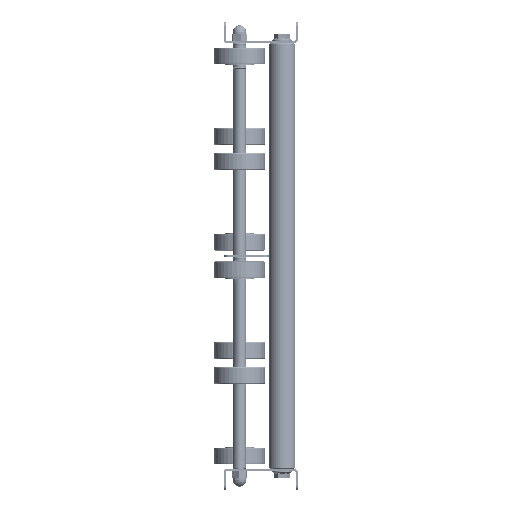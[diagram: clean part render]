
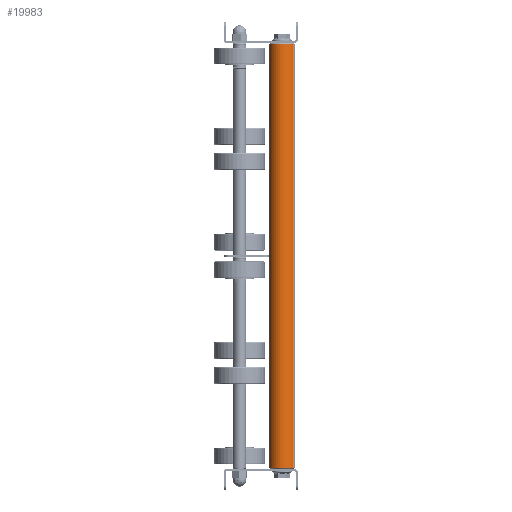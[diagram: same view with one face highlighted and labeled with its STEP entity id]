
A CAD part, left-side view. The second image highlights one B-rep face of the part: STEP entity #19983.
In plain terms, the highlighted cylindrical face has radius 12.5 mm (diameter 25 mm), a partial arc.
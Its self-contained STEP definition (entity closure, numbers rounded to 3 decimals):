
#358 = VERTEX_POINT ( 'NONE', #5648 ) ;
#1369 = VERTEX_POINT ( 'NONE', #4396 ) ;
#1411 = DIRECTION ( 'NONE',  ( -1., 0., 0. ) ) ;
#1422 = VECTOR ( 'NONE', #1411, 1000. ) ;
#1433 = VERTEX_POINT ( 'NONE', #13168 ) ;
#4396 = CARTESIAN_POINT ( 'NONE',  ( 399., 0., 12.5 ) ) ;
#4782 = VERTEX_POINT ( 'NONE', #11977 ) ;
#5303 = DIRECTION ( 'NONE',  ( -1., 0., 0. ) ) ;
#5648 = CARTESIAN_POINT ( 'NONE',  ( 1., 0., -12.5 ) ) ;
#7249 = ORIENTED_EDGE ( 'NONE', *, *, #15344, .F. ) ;
#8118 = DIRECTION ( 'NONE',  ( -1., 0., 0. ) ) ;
#8862 = DIRECTION ( 'NONE',  ( 0., 0., 1. ) ) ;
#9362 = CIRCLE ( 'NONE', #18676, 12.5 ) ;
#9397 = CIRCLE ( 'NONE', #12154, 12.5 ) ;
#11439 = EDGE_CURVE ( 'NONE', #1369, #1433, #19457, .T. ) ;
#11916 = DIRECTION ( 'NONE',  ( 0., 0., -1. ) ) ;
#11977 = CARTESIAN_POINT ( 'NONE',  ( 399., 0., -12.5 ) ) ;
#12018 = DIRECTION ( 'NONE',  ( 1., 0., 0. ) ) ;
#12094 = FACE_OUTER_BOUND ( 'NONE', #18969, .T. ) ;
#12154 = AXIS2_PLACEMENT_3D ( 'NONE', #20134, #5303, #11916 ) ;
#12762 = ORIENTED_EDGE ( 'NONE', *, *, #21307, .T. ) ;
#13168 = CARTESIAN_POINT ( 'NONE',  ( 1., 0., 12.5 ) ) ;
#14567 = ORIENTED_EDGE ( 'NONE', *, *, #11439, .T. ) ;
#15015 = EDGE_CURVE ( 'NONE', #4782, #1369, #9397, .T. ) ;
#15339 = CYLINDRICAL_SURFACE ( 'NONE', #21022, 12.5 ) ;
#15344 = EDGE_CURVE ( 'NONE', #4782, #358, #16011, .T. ) ;
#16011 = LINE ( 'NONE', #16219, #1422 ) ;
#16219 = CARTESIAN_POINT ( 'NONE',  ( 400., 0., -12.5 ) ) ;
#16320 = CARTESIAN_POINT ( 'NONE',  ( 400., 0., 12.5 ) ) ;
#16772 = CARTESIAN_POINT ( 'NONE',  ( 1., 0., 0. ) ) ;
#16853 = DIRECTION ( 'NONE',  ( -1., 0., 0. ) ) ;
#18292 = DIRECTION ( 'NONE',  ( 0., 0., -1. ) ) ;
#18676 = AXIS2_PLACEMENT_3D ( 'NONE', #16772, #12018, #18292 ) ;
#18904 = VECTOR ( 'NONE', #8118, 1000. ) ;
#18969 = EDGE_LOOP ( 'NONE', ( #7249, #20791, #14567, #12762 ) ) ;
#19457 = LINE ( 'NONE', #16320, #18904 ) ;
#19983 = ADVANCED_FACE ( 'NONE', ( #12094 ), #15339, .T. ) ;
#20134 = CARTESIAN_POINT ( 'NONE',  ( 399., 0., 0. ) ) ;
#20310 = CARTESIAN_POINT ( 'NONE',  ( 400., 0., 0. ) ) ;
#20791 = ORIENTED_EDGE ( 'NONE', *, *, #15015, .T. ) ;
#21022 = AXIS2_PLACEMENT_3D ( 'NONE', #20310, #16853, #8862 ) ;
#21307 = EDGE_CURVE ( 'NONE', #1433, #358, #9362, .T. ) ;
